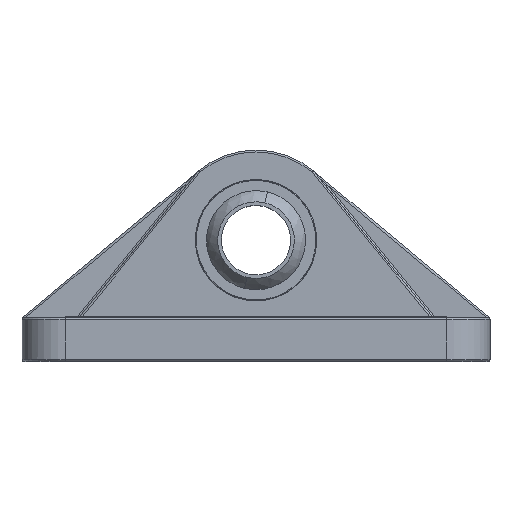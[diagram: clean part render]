
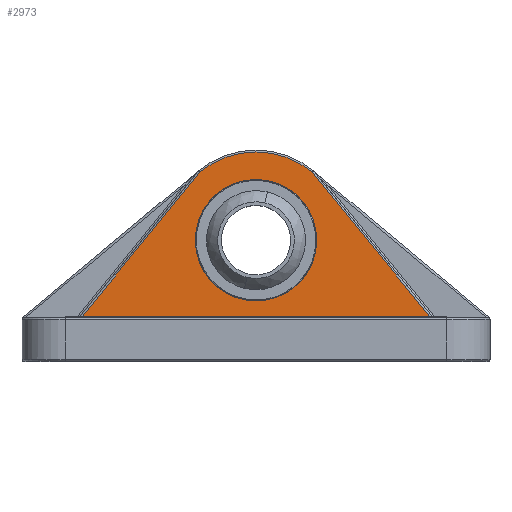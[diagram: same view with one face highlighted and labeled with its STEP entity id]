
A CAD part, top view. The second image highlights one B-rep face of the part: STEP entity #2973.
In plain terms, the highlighted planar face has unit normal (0, 0, 1).
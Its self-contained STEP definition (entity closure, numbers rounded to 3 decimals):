
#33 = DIRECTION ( 'NONE',  ( 0., 0., 1. ) ) ;
#168 = VECTOR ( 'NONE', #1507, 1000. ) ;
#208 = LINE ( 'NONE', #5301, #5068 ) ;
#362 = ORIENTED_EDGE ( 'NONE', *, *, #1949, .T. ) ;
#802 = LINE ( 'NONE', #1888, #5645 ) ;
#831 = CARTESIAN_POINT ( 'NONE',  ( -35., 70., 16.5 ) ) ;
#1031 = CARTESIAN_POINT ( 'NONE',  ( -100.185, 26.1, 16.5 ) ) ;
#1044 = CARTESIAN_POINT ( 'NONE',  ( -29.088, 184.8, 16.5 ) ) ;
#1056 = CARTESIAN_POINT ( 'NONE',  ( 0., 70., 16.5 ) ) ;
#1079 = ORIENTED_EDGE ( 'NONE', *, *, #5001, .T. ) ;
#1253 = EDGE_CURVE ( 'NONE', #4475, #4642, #3326, .T. ) ;
#1397 = VERTEX_POINT ( 'NONE', #5749 ) ;
#1507 = DIRECTION ( 'NONE',  ( -0.632, 0.775, 0. ) ) ;
#1523 = DIRECTION ( 'NONE',  ( -1., 0., 0. ) ) ;
#1555 = CIRCLE ( 'NONE', #2802, 50.9 ) ;
#1576 = CARTESIAN_POINT ( 'NONE',  ( 35., 70., 16.5 ) ) ;
#1745 = EDGE_LOOP ( 'NONE', ( #3881, #362, #1079, #5129 ) ) ;
#1753 = EDGE_CURVE ( 'NONE', #4755, #3465, #802, .T. ) ;
#1789 = CARTESIAN_POINT ( 'NONE',  ( 32.547, 109.134, 16.5 ) ) ;
#1888 = CARTESIAN_POINT ( 'NONE',  ( -52.681, 84.418, 16.5 ) ) ;
#1949 = EDGE_CURVE ( 'NONE', #3465, #1397, #208, .T. ) ;
#2226 = CARTESIAN_POINT ( 'NONE',  ( 0., 70., 16.5 ) ) ;
#2248 = DIRECTION ( 'NONE',  ( 0., 0., 1. ) ) ;
#2329 = DIRECTION ( 'NONE',  ( 1., 0., 0. ) ) ;
#2372 = DIRECTION ( 'NONE',  ( -0.632, -0.775, 0. ) ) ;
#2494 = DIRECTION ( 'NONE',  ( 1., 0., 0. ) ) ;
#2802 = AXIS2_PLACEMENT_3D ( 'NONE', #1056, #4358, #1523 ) ;
#2854 = CARTESIAN_POINT ( 'NONE',  ( 0., 70., 16.5 ) ) ;
#2875 = ORIENTED_EDGE ( 'NONE', *, *, #1253, .F. ) ;
#2930 = DIRECTION ( 'NONE',  ( -1., 0., 0. ) ) ;
#2973 = ADVANCED_FACE ( 'NONE', ( #4545, #3298 ), #5263, .F. ) ;
#3177 = CARTESIAN_POINT ( 'NONE',  ( -32.547, 109.134, 16.5 ) ) ;
#3298 = FACE_OUTER_BOUND ( 'NONE', #1745, .T. ) ;
#3326 = CIRCLE ( 'NONE', #5208, 35. ) ;
#3342 = DIRECTION ( 'NONE',  ( 1., 0., 0. ) ) ;
#3465 = VERTEX_POINT ( 'NONE', #1031 ) ;
#3751 = AXIS2_PLACEMENT_3D ( 'NONE', #2854, #33, #3342 ) ;
#3873 = AXIS2_PLACEMENT_3D ( 'NONE', #5731, #5704, #2930 ) ;
#3881 = ORIENTED_EDGE ( 'NONE', *, *, #1753, .T. ) ;
#3966 = EDGE_LOOP ( 'NONE', ( #2875, #4546 ) ) ;
#4347 = EDGE_CURVE ( 'NONE', #4642, #4475, #5041, .T. ) ;
#4358 = DIRECTION ( 'NONE',  ( 0., 0., 1. ) ) ;
#4475 = VERTEX_POINT ( 'NONE', #1576 ) ;
#4545 = FACE_BOUND ( 'NONE', #3966, .T. ) ;
#4546 = ORIENTED_EDGE ( 'NONE', *, *, #4347, .F. ) ;
#4642 = VERTEX_POINT ( 'NONE', #831 ) ;
#4755 = VERTEX_POINT ( 'NONE', #3177 ) ;
#5001 = EDGE_CURVE ( 'NONE', #1397, #5935, #5168, .T. ) ;
#5041 = CIRCLE ( 'NONE', #3751, 35. ) ;
#5068 = VECTOR ( 'NONE', #2494, 1000. ) ;
#5129 = ORIENTED_EDGE ( 'NONE', *, *, #5508, .T. ) ;
#5168 = LINE ( 'NONE', #1044, #168 ) ;
#5208 = AXIS2_PLACEMENT_3D ( 'NONE', #2226, #2248, #2329 ) ;
#5263 = PLANE ( 'NONE',  #3873 ) ;
#5301 = CARTESIAN_POINT ( 'NONE',  ( -102.5, 26.1, 16.5 ) ) ;
#5508 = EDGE_CURVE ( 'NONE', #5935, #4755, #1555, .T. ) ;
#5645 = VECTOR ( 'NONE', #2372, 1000. ) ;
#5704 = DIRECTION ( 'NONE',  ( 0., 0., -1. ) ) ;
#5731 = CARTESIAN_POINT ( 'NONE',  ( -102.5, 125., 16.5 ) ) ;
#5749 = CARTESIAN_POINT ( 'NONE',  ( 100.185, 26.1, 16.5 ) ) ;
#5935 = VERTEX_POINT ( 'NONE', #1789 ) ;
